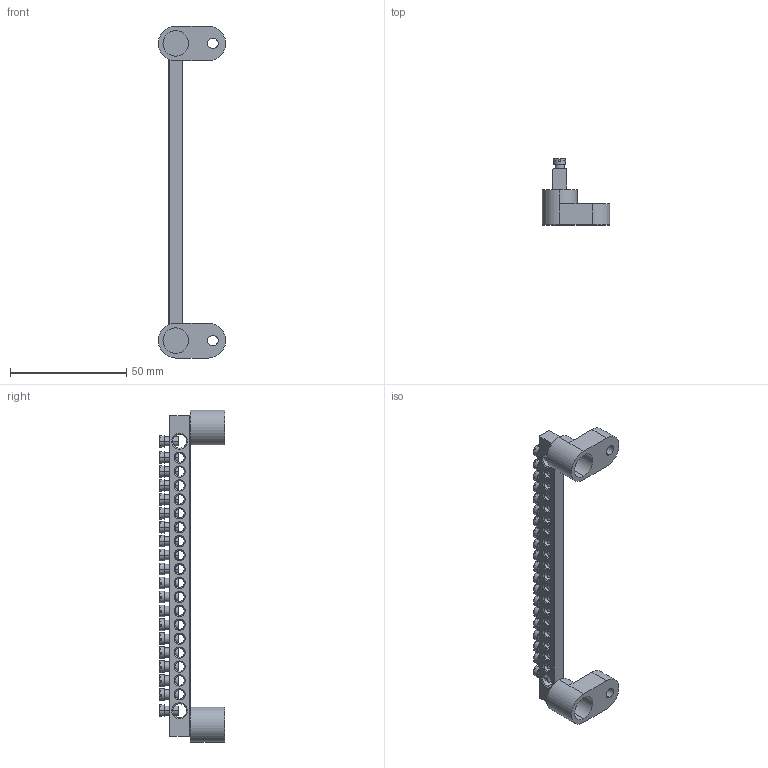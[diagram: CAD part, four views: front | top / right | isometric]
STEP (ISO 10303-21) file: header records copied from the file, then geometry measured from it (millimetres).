
FILE_DESCRIPTION (( 'STEP AP214' ), '1' );
FILE_NAME ('YNN10-69-20C2-K05 Øèíà PE çåìëÿ íà äâóõ óãëîâûõ èçîë ØÍÈ-6õ9-20-Ó2-Æ ÈÝÊ.STEP', '2016-08-24T06:08:28', ( 'user' ), ( '' ), 'SwSTEP 2.0', 'SolidWorks 2014', '' );
FILE_SCHEMA (( 'AUTOMOTIVE_DESIGN' ));
Length unit declared in the file: millimetre
Products named in the file (4): Âèíò_Œ4; Øèíà ÂõÍ n-2_6å9 20-2; Óãëîâîé èçîëÿòîð äëÿ 0 øèíû æ¸ëòûé; YNN10-69-20C2-K05 Øèíà PE çåìëÿ íà äâóõ óãëîâûõ èçîë ØÍÈ-6õ9-20-Ó2-Æ ÈÝÊ
Assembly tree (23 placements, depth 2):
  YNN10-69-20C2-K05 Øèíà PE çåìëÿ íà äâóõ óãëîâûõ èçîë ØÍÈ-6õ9-20-Ó2-Æ ÈÝÊ
    Óãëîâîé èçîëÿòîð äëÿ 0 øèíû æ¸ëòûé  x2
    Øèíà ÂõÍ n-2_6å9 20-2
    Âèíò_Œ4  x20
Bounding box: 29 x 28.3 x 143 mm (x, y, z)
Volume: 14144.5 mm3; surface area: 13064.1 mm2
Topology: 23 solids, 23 shells, 1044 faces, 2800 edges, 1804 vertices
Faces by surface type: plane 642, cone 224, cylinder 178
Entity records: 9951 total; most frequent: CARTESIAN_POINT 2508, DIRECTION 1503, ORIENTED_EDGE 1322, EDGE_CURVE 661, AXIS2_PLACEMENT_3D 600, VERTEX_POINT 399, EDGE_LOOP 360, LINE 303
